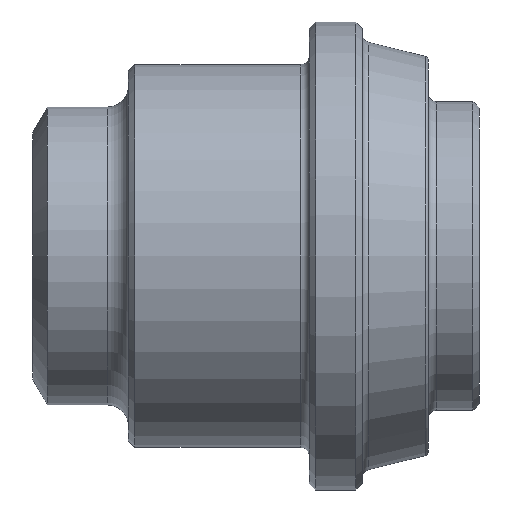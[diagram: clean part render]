
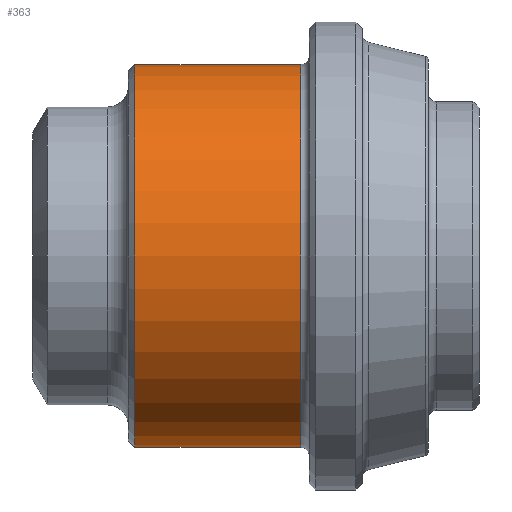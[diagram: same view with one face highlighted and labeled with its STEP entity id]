
A CAD part, front view. The second image highlights one B-rep face of the part: STEP entity #363.
In plain terms, the highlighted cylindrical face has radius 9 mm (diameter 18 mm), a full revolution.
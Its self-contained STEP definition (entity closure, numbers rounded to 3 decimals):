
#33=CYLINDRICAL_SURFACE('',#416,9.);
#41=FACE_OUTER_BOUND('',#66,.T.);
#66=EDGE_LOOP('',(#263,#264,#265,#266,#267,#268));
#94=LINE('',#640,#107);
#107=VECTOR('',#502,9.);
#123=CIRCLE('',#413,9.);
#124=CIRCLE('',#414,9.);
#126=CIRCLE('',#417,9.);
#127=CIRCLE('',#418,9.);
#163=VERTEX_POINT('',#629);
#164=VERTEX_POINT('',#630);
#166=VERTEX_POINT('',#637);
#167=VERTEX_POINT('',#638);
#200=EDGE_CURVE('',#163,#164,#123,.T.);
#201=EDGE_CURVE('',#164,#163,#124,.T.);
#204=EDGE_CURVE('',#166,#167,#126,.T.);
#205=EDGE_CURVE('',#166,#164,#94,.T.);
#206=EDGE_CURVE('',#167,#166,#127,.T.);
#263=ORIENTED_EDGE('',*,*,#204,.F.);
#264=ORIENTED_EDGE('',*,*,#205,.T.);
#265=ORIENTED_EDGE('',*,*,#200,.F.);
#266=ORIENTED_EDGE('',*,*,#201,.F.);
#267=ORIENTED_EDGE('',*,*,#205,.F.);
#268=ORIENTED_EDGE('',*,*,#206,.F.);
#363=ADVANCED_FACE('',(#41),#33,.T.);
#413=AXIS2_PLACEMENT_3D('',#631,#491,#492);
#414=AXIS2_PLACEMENT_3D('',#632,#493,#494);
#416=AXIS2_PLACEMENT_3D('',#636,#498,#499);
#417=AXIS2_PLACEMENT_3D('',#639,#500,#501);
#418=AXIS2_PLACEMENT_3D('',#641,#503,#504);
#491=DIRECTION('center_axis',(-1.,0.,0.));
#492=DIRECTION('ref_axis',(0.,-1.,0.));
#493=DIRECTION('center_axis',(-1.,0.,0.));
#494=DIRECTION('ref_axis',(0.,-1.,0.));
#498=DIRECTION('center_axis',(1.,0.,0.));
#499=DIRECTION('ref_axis',(0.,1.,0.));
#500=DIRECTION('center_axis',(1.,0.,0.));
#501=DIRECTION('ref_axis',(0.,-1.,0.));
#502=DIRECTION('',(-1.,0.,0.));
#503=DIRECTION('center_axis',(1.,0.,0.));
#504=DIRECTION('ref_axis',(0.,-1.,0.));
#629=CARTESIAN_POINT('',(-16.2,9.,0.));
#630=CARTESIAN_POINT('',(-16.2,-9.,0.));
#631=CARTESIAN_POINT('Origin',(-16.2,0.,0.));
#632=CARTESIAN_POINT('Origin',(-16.2,0.,0.));
#636=CARTESIAN_POINT('Origin',(-12.25,0.,0.));
#637=CARTESIAN_POINT('',(-8.4,-9.,0.));
#638=CARTESIAN_POINT('',(-8.4,0.,9.));
#639=CARTESIAN_POINT('Origin',(-8.4,0.,0.));
#640=CARTESIAN_POINT('',(-12.25,-9.,0.));
#641=CARTESIAN_POINT('Origin',(-8.4,0.,0.));
